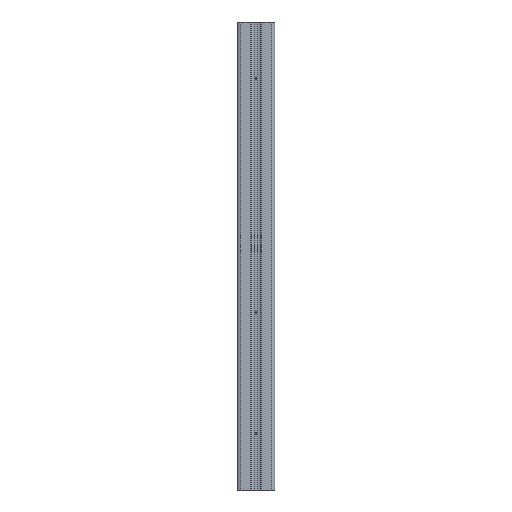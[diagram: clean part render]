
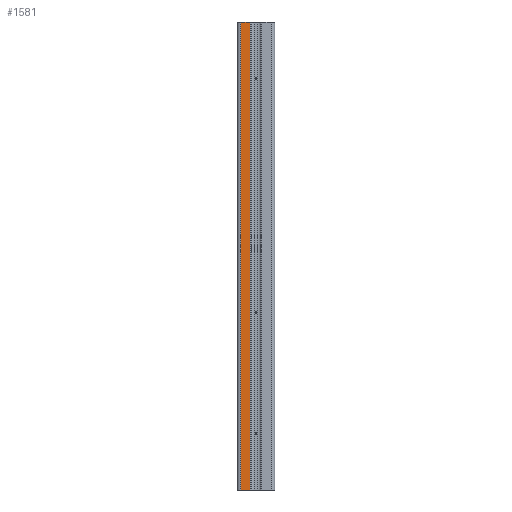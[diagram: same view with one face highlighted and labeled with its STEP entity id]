
A CAD part, front view. The second image highlights one B-rep face of the part: STEP entity #1581.
In plain terms, the highlighted planar face has unit normal (0, -1, 0).
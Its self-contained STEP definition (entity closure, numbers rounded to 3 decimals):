
#30=PLANE('',#1720);
#75=FACE_OUTER_BOUND('',#157,.T.);
#157=EDGE_LOOP('',(#1151,#1152,#1153,#1154));
#269=LINE('',#2594,#420);
#297=LINE('',#2706,#448);
#299=LINE('',#2712,#450);
#300=LINE('',#2713,#451);
#420=VECTOR('',#1889,10.);
#448=VECTOR('',#1975,1000.);
#450=VECTOR('',#1981,1000.);
#451=VECTOR('',#1982,1000.);
#672=VERTEX_POINT('',#2591);
#673=VERTEX_POINT('',#2593);
#728=VERTEX_POINT('',#2705);
#730=VERTEX_POINT('',#2711);
#842=EDGE_CURVE('',#673,#672,#269,.T.);
#898=EDGE_CURVE('',#728,#673,#297,.T.);
#901=EDGE_CURVE('',#730,#672,#299,.T.);
#902=EDGE_CURVE('',#730,#728,#300,.T.);
#1151=ORIENTED_EDGE('',*,*,#842,.T.);
#1152=ORIENTED_EDGE('',*,*,#901,.F.);
#1153=ORIENTED_EDGE('',*,*,#902,.T.);
#1154=ORIENTED_EDGE('',*,*,#898,.T.);
#1581=ADVANCED_FACE('',(#75),#30,.F.);
#1720=AXIS2_PLACEMENT_3D('',#2710,#1979,#1980);
#1889=DIRECTION('',(1.,0.,0.));
#1975=DIRECTION('',(0.,0.,-1.));
#1979=DIRECTION('center_axis',(0.,1.,0.));
#1980=DIRECTION('ref_axis',(1.,0.,0.));
#1981=DIRECTION('',(0.,0.,-1.));
#1982=DIRECTION('',(-1.,0.,0.));
#2591=CARTESIAN_POINT('',(-3.,-10.,207.2));
#2593=CARTESIAN_POINT('',(-8.25,-10.,207.2));
#2594=CARTESIAN_POINT('',(3.5,-10.,207.2));
#2705=CARTESIAN_POINT('',(-8.25,-10.,457.2));
#2706=CARTESIAN_POINT('',(-8.25,-10.,457.2));
#2710=CARTESIAN_POINT('Origin',(-3.,-10.,457.2));
#2711=CARTESIAN_POINT('',(-3.,-10.,457.2));
#2712=CARTESIAN_POINT('',(-3.,-10.,457.2));
#2713=CARTESIAN_POINT('',(-3.,-10.,457.2));
